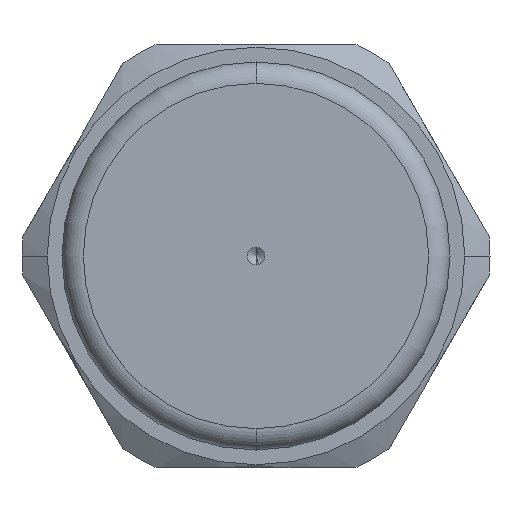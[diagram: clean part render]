
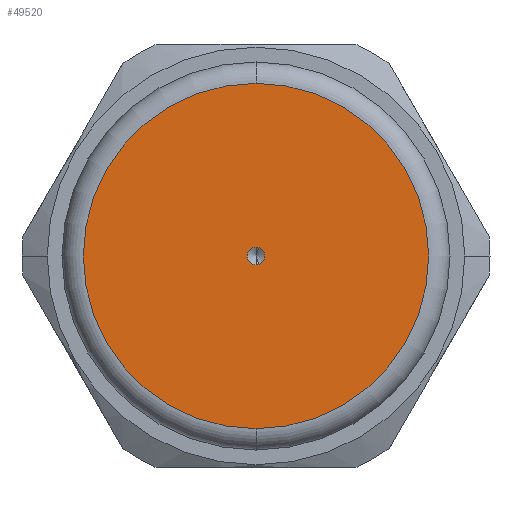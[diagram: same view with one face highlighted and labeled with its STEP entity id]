
A CAD part, left-side view. The second image highlights one B-rep face of the part: STEP entity #49520.
In plain terms, the highlighted planar face has unit normal (-1, 0, 0).
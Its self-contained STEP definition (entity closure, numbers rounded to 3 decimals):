
#994 = CIRCLE ( 'NONE', #33343, 0.6 ) ;
#1169 = ORIENTED_EDGE ( 'NONE', *, *, #26466, .T. ) ;
#2978 = DIRECTION ( 'NONE',  ( 0., 0., -1. ) ) ;
#4742 = AXIS2_PLACEMENT_3D ( 'NONE', #12786, #8751, #37735 ) ;
#5215 = EDGE_LOOP ( 'NONE', ( #5850, #41566 ) ) ;
#5270 = DIRECTION ( 'NONE',  ( 0., 0., -1. ) ) ;
#5605 = CARTESIAN_POINT ( 'NONE',  ( -18.684, 52.232, 0. ) ) ;
#5850 = ORIENTED_EDGE ( 'NONE', *, *, #40721, .F. ) ;
#5991 = AXIS2_PLACEMENT_3D ( 'NONE', #49423, #11656, #2978 ) ;
#6273 = CARTESIAN_POINT ( 'NONE',  ( -18.684, 52.232, -11.658 ) ) ;
#8751 = DIRECTION ( 'NONE',  ( 1., 0., 0. ) ) ;
#9158 = DIRECTION ( 'NONE',  ( 0., 0., 1. ) ) ;
#9337 = DIRECTION ( 'NONE',  ( 1., 0., 0. ) ) ;
#10119 = CARTESIAN_POINT ( 'NONE',  ( -18.684, 52.232, 0. ) ) ;
#11656 = DIRECTION ( 'NONE',  ( 1., 0., 0. ) ) ;
#12786 = CARTESIAN_POINT ( 'NONE',  ( -18.684, 52.232, 0. ) ) ;
#15685 = CARTESIAN_POINT ( 'NONE',  ( -18.684, 52.232, 0.6 ) ) ;
#15817 = AXIS2_PLACEMENT_3D ( 'NONE', #21621, #25500, #9158 ) ;
#18224 = CIRCLE ( 'NONE', #5991, 0.6 ) ;
#19454 = EDGE_CURVE ( 'NONE', #30881, #28709, #994, .T. ) ;
#21621 = CARTESIAN_POINT ( 'NONE',  ( -18.684, 52.232, -0.6 ) ) ;
#22349 = DIRECTION ( 'NONE',  ( 0., 0., -1. ) ) ;
#25500 = DIRECTION ( 'NONE',  ( -1., 0., 0. ) ) ;
#25675 = PLANE ( 'NONE',  #15817 ) ;
#26344 = CIRCLE ( 'NONE', #4742, 11.658 ) ;
#26466 = EDGE_CURVE ( 'NONE', #28709, #30881, #18224, .T. ) ;
#26483 = VERTEX_POINT ( 'NONE', #45205 ) ;
#26577 = FACE_BOUND ( 'NONE', #28832, .T. ) ;
#26632 = DIRECTION ( 'NONE',  ( 1., 0., 0. ) ) ;
#28709 = VERTEX_POINT ( 'NONE', #15685 ) ;
#28832 = EDGE_LOOP ( 'NONE', ( #44896, #1169 ) ) ;
#30615 = AXIS2_PLACEMENT_3D ( 'NONE', #5605, #9337, #22349 ) ;
#30881 = VERTEX_POINT ( 'NONE', #36145 ) ;
#33343 = AXIS2_PLACEMENT_3D ( 'NONE', #10119, #26632, #5270 ) ;
#35075 = CIRCLE ( 'NONE', #30615, 11.658 ) ;
#36145 = CARTESIAN_POINT ( 'NONE',  ( -18.684, 52.232, -0.6 ) ) ;
#37735 = DIRECTION ( 'NONE',  ( 0., 0., -1. ) ) ;
#40721 = EDGE_CURVE ( 'NONE', #46732, #26483, #26344, .T. ) ;
#41566 = ORIENTED_EDGE ( 'NONE', *, *, #49605, .F. ) ;
#44896 = ORIENTED_EDGE ( 'NONE', *, *, #19454, .T. ) ;
#45205 = CARTESIAN_POINT ( 'NONE',  ( -18.684, 52.232, 11.658 ) ) ;
#46732 = VERTEX_POINT ( 'NONE', #6273 ) ;
#49423 = CARTESIAN_POINT ( 'NONE',  ( -18.684, 52.232, 0. ) ) ;
#49485 = FACE_OUTER_BOUND ( 'NONE', #5215, .T. ) ;
#49520 = ADVANCED_FACE ( 'NONE', ( #26577, #49485 ), #25675, .T. ) ;
#49605 = EDGE_CURVE ( 'NONE', #26483, #46732, #35075, .T. ) ;
